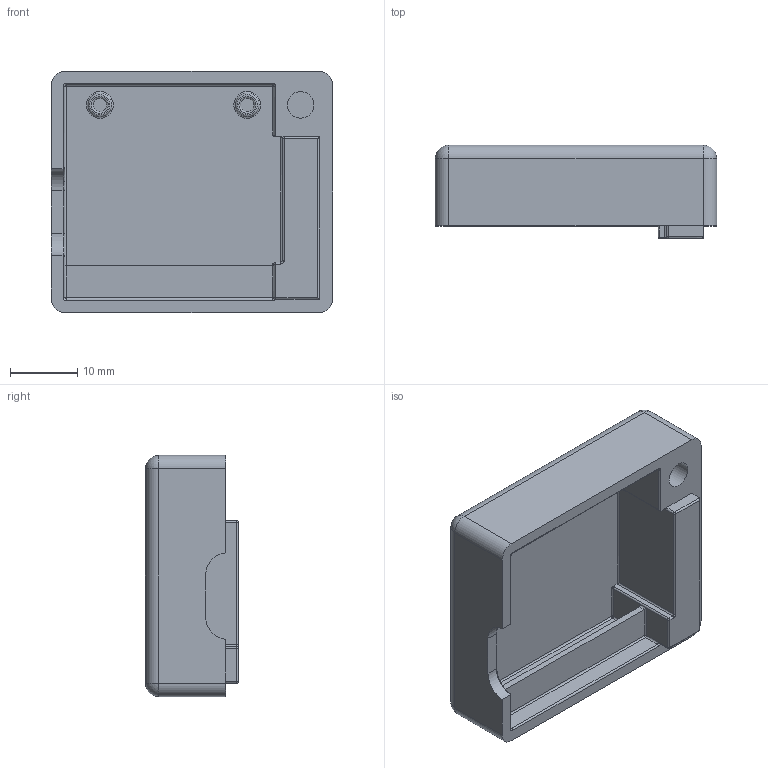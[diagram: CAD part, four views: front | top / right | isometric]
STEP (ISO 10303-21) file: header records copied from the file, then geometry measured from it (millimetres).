
FILE_DESCRIPTION(/* description */ (''),/* implementation_level */ '2;1');
FILE_NAME(/* name */ 'presence-sensor-cover.step',/* time_stamp */ '2026-01-18T17:32:57+01:00',/* author */ (''),/* organization */ (''),/* preprocessor_version */ 'ST-DEVELOPER v20.1',/* originating_system */ 'Autodesk Translation Framework v14.21.0.0',/* authorisation */ '');
FILE_SCHEMA (('AUTOMOTIVE_DESIGN { 1 0 10303 214 3 1 1 }'));
Length unit declared in the file: millimetre
Products named in the file (1): 2026-01-18-17-32-57-120
Bounding box: 42 x 13.91 x 36 mm (x, y, z)
Volume: 7955.3 mm3; surface area: 6621.1 mm2
Topology: 1 solids, 1 shells, 171 faces, 395 edges, 239 vertices
Faces by surface type: cylinder 53, bspline 48, plane 38, sphere 15, torus 15, cone 2
Full cylindrical faces by diameter (mm): 2 x2, 3.5 x2, 3.96 x1
Entity records: 5566 total; most frequent: CARTESIAN_POINT 2005, ORIENTED_EDGE 790, DIRECTION 620, EDGE_CURVE 395, AXIS2_PLACEMENT_3D 250, VERTEX_POINT 239, EDGE_LOOP 184, FACE_OUTER_BOUND 171
